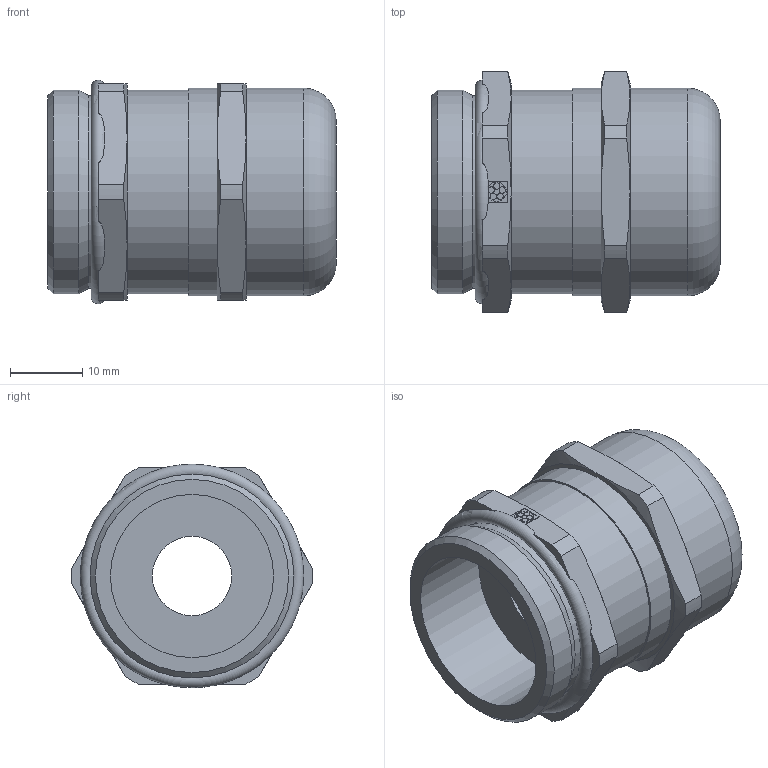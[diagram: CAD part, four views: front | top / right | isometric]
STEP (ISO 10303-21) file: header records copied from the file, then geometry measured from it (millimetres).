
FILE_DESCRIPTION( ( 'STEP AP214' ), '1' );
FILE_NAME( 'SKINTOP MS PG 21 Art. Nr. 52015750(F=11).stp', '2020-06-03T09:21:47', ( 'License CC BY-ND 4.0' ), ( 'CADENAS' ), ' ', 'PARTsolutions', ' ' );
FILE_SCHEMA( ( 'AUTOMOTIVE_DESIGN { 1 0 10303 214 1 1 1 1 }' ) );
Length unit declared in the file: millimetre
Products named in the file (1): _SKINTOP MS PG 21      Art. Nr. 52015750(F=11)
Bounding box: 40 x 33.49 x 31 mm (x, y, z)
Volume: 18990.8 mm3; surface area: 7064.1 mm2
Topology: 1 solids, 1 shells, 92 faces, 230 edges, 146 vertices
Faces by surface type: plane 41, cylinder 29, cone 20, torus 2
Full cylindrical faces by diameter (mm): 11 x1, 22.64 x1, 26.8 x1, 28.3 x2, 28.8 x2
Entity records: 3715 total; most frequent: CARTESIAN_POINT 843, ORIENTED_EDGE 436, DIRECTION 434, EDGE_CURVE 218, AXIS2_PLACEMENT_3D 178, VERTEX_POINT 146, EDGE_LOOP 111, FACE_OUTER_BOUND 101
